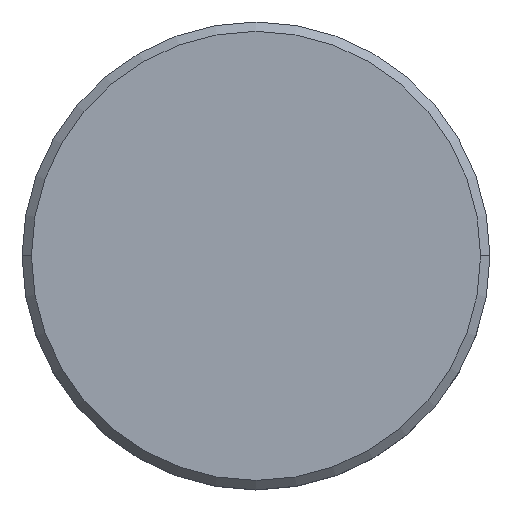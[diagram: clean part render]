
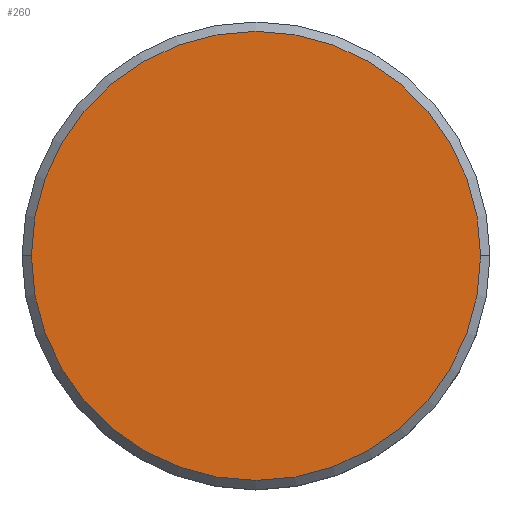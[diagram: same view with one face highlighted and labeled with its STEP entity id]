
A CAD part, top view. The second image highlights one B-rep face of the part: STEP entity #260.
In plain terms, the highlighted planar face has unit normal (0, 0, 1).
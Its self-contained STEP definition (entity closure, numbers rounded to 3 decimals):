
#2 = AXIS2_PLACEMENT_3D ( 'NONE', #220, #194, #1030 ) ;
#65 = FACE_OUTER_BOUND ( 'NONE', #828, .T. ) ;
#113 = DIRECTION ( 'NONE',  ( 1., 0., 0. ) ) ;
#194 = DIRECTION ( 'NONE',  ( 0., 0., 1. ) ) ;
#220 = CARTESIAN_POINT ( 'NONE',  ( 0., 0., 0. ) ) ;
#260 = ADVANCED_FACE ( 'NONE', ( #65 ), #982, .T. ) ;
#354 = VERTEX_POINT ( 'NONE', #844 ) ;
#384 = EDGE_CURVE ( 'NONE', #354, #751, #1160, .T. ) ;
#436 = CARTESIAN_POINT ( 'NONE',  ( 0., 0., 0. ) ) ;
#563 = AXIS2_PLACEMENT_3D ( 'NONE', #911, #1017, #113 ) ;
#580 = ORIENTED_EDGE ( 'NONE', *, *, #862, .T. ) ;
#687 = CIRCLE ( 'NONE', #2, 12. ) ;
#732 = ORIENTED_EDGE ( 'NONE', *, *, #384, .T. ) ;
#751 = VERTEX_POINT ( 'NONE', #1085 ) ;
#828 = EDGE_LOOP ( 'NONE', ( #580, #732 ) ) ;
#844 = CARTESIAN_POINT ( 'NONE',  ( 12., 0., 0. ) ) ;
#862 = EDGE_CURVE ( 'NONE', #751, #354, #687, .T. ) ;
#906 = AXIS2_PLACEMENT_3D ( 'NONE', #436, #977, #988 ) ;
#911 = CARTESIAN_POINT ( 'NONE',  ( 0., 0., 0. ) ) ;
#977 = DIRECTION ( 'NONE',  ( 0., 0., 1. ) ) ;
#982 = PLANE ( 'NONE',  #906 ) ;
#988 = DIRECTION ( 'NONE',  ( 1., 0., 0. ) ) ;
#1017 = DIRECTION ( 'NONE',  ( 0., 0., 1. ) ) ;
#1030 = DIRECTION ( 'NONE',  ( 1., 0., 0. ) ) ;
#1085 = CARTESIAN_POINT ( 'NONE',  ( -12., 0., 0. ) ) ;
#1160 = CIRCLE ( 'NONE', #563, 12. ) ;
